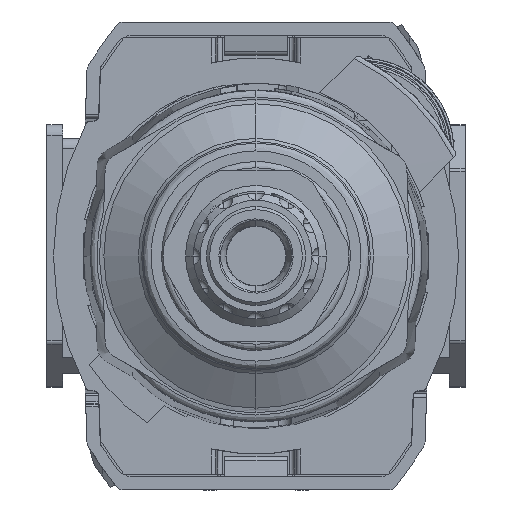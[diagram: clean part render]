
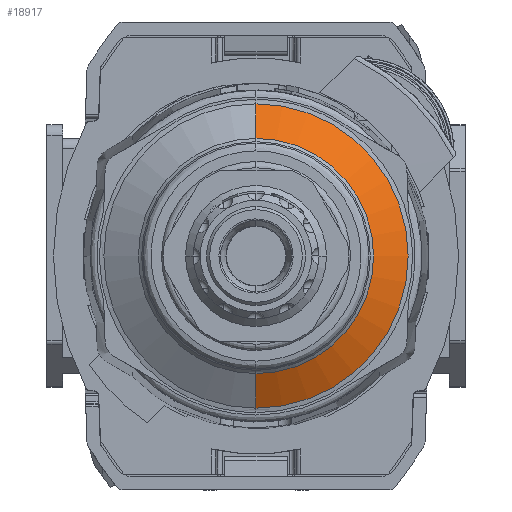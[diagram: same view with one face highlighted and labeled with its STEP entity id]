
A CAD part, front view. The second image highlights one B-rep face of the part: STEP entity #18917.
In plain terms, the highlighted conical face has half-angle 60 degrees and reference radius 16.907 mm.
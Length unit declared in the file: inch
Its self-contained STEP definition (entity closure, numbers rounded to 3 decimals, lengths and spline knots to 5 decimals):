
#622 = FACE_OUTER_BOUND ( 'NONE', #13399, .T. ) ;
#2343 = VECTOR ( 'NONE', #3868, 39.37008 ) ;
#3573 = AXIS2_PLACEMENT_3D ( 'NONE', #4113, #40715, #37844 ) ;
#3868 = DIRECTION ( 'NONE',  ( 0., 0.5, -0.866 ) ) ;
#4113 = CARTESIAN_POINT ( 'NONE',  ( 0., -3.69728, 0. ) ) ;
#4423 = CARTESIAN_POINT ( 'NONE',  ( 0., -3.78452, -0.51452 ) ) ;
#5351 = AXIS2_PLACEMENT_3D ( 'NONE', #34390, #17521, #31096 ) ;
#5666 = EDGE_CURVE ( 'NONE', #21970, #6778, #17665, .T. ) ;
#6706 = VECTOR ( 'NONE', #40129, 39.37008 ) ;
#6778 = VERTEX_POINT ( 'NONE', #18378 ) ;
#9429 = CIRCLE ( 'NONE', #17849, 0.51452 ) ;
#11984 = VERTEX_POINT ( 'NONE', #29274 ) ;
#13399 = EDGE_LOOP ( 'NONE', ( #15751, #18555, #43260, #26114 ) ) ;
#14543 = EDGE_CURVE ( 'NONE', #11984, #25168, #16058, .T. ) ;
#15467 = DIRECTION ( 'NONE',  ( 0., 1., 0. ) ) ;
#15751 = ORIENTED_EDGE ( 'NONE', *, *, #28537, .T. ) ;
#16058 = LINE ( 'NONE', #30045, #6706 ) ;
#17521 = DIRECTION ( 'NONE',  ( 0., -1., 0. ) ) ;
#17665 = LINE ( 'NONE', #17879, #2343 ) ;
#17849 = AXIS2_PLACEMENT_3D ( 'NONE', #28606, #15467, #28827 ) ;
#17879 = CARTESIAN_POINT ( 'NONE',  ( 0., -3.69728, -0.66563 ) ) ;
#18378 = CARTESIAN_POINT ( 'NONE',  ( 0., -3.69728, -0.66563 ) ) ;
#18555 = ORIENTED_EDGE ( 'NONE', *, *, #5666, .T. ) ;
#18917 = ADVANCED_FACE ( 'NONE', ( #622 ), #22469, .T. ) ;
#20110 = CARTESIAN_POINT ( 'NONE',  ( 0., -3.69728, 0.66563 ) ) ;
#21970 = VERTEX_POINT ( 'NONE', #4423 ) ;
#22469 = CONICAL_SURFACE ( 'NONE', #3573, 0.66563, 1.047 ) ;
#23912 = EDGE_CURVE ( 'NONE', #6778, #25168, #24238, .T. ) ;
#24238 = CIRCLE ( 'NONE', #5351, 0.66563 ) ;
#25168 = VERTEX_POINT ( 'NONE', #20110 ) ;
#26114 = ORIENTED_EDGE ( 'NONE', *, *, #14543, .F. ) ;
#28537 = EDGE_CURVE ( 'NONE', #11984, #21970, #9429, .T. ) ;
#28606 = CARTESIAN_POINT ( 'NONE',  ( 0., -3.78452, 0. ) ) ;
#28827 = DIRECTION ( 'NONE',  ( 0., 0., 1. ) ) ;
#29274 = CARTESIAN_POINT ( 'NONE',  ( 0., -3.78452, 0.51452 ) ) ;
#30045 = CARTESIAN_POINT ( 'NONE',  ( 0., -3.69728, 0.66563 ) ) ;
#31096 = DIRECTION ( 'NONE',  ( 0., 0., -1. ) ) ;
#34390 = CARTESIAN_POINT ( 'NONE',  ( 0., -3.69728, 0. ) ) ;
#37844 = DIRECTION ( 'NONE',  ( 0., 0., 1. ) ) ;
#40129 = DIRECTION ( 'NONE',  ( 0., 0.5, 0.866 ) ) ;
#40715 = DIRECTION ( 'NONE',  ( 0., 1., 0. ) ) ;
#43260 = ORIENTED_EDGE ( 'NONE', *, *, #23912, .T. ) ;
